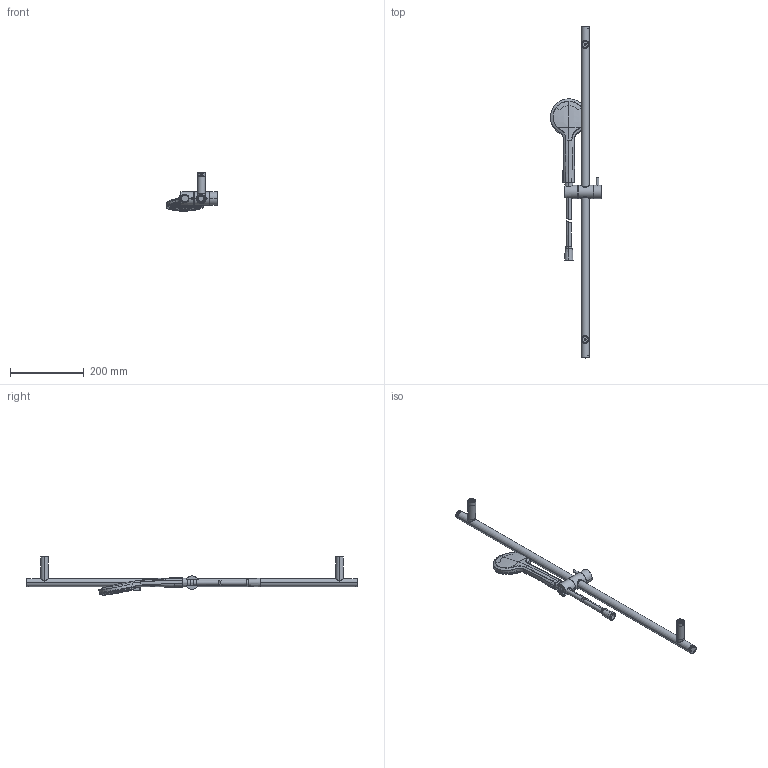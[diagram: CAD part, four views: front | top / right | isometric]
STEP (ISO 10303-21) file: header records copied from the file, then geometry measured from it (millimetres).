
FILE_DESCRIPTION((''),'2;1');
FILE_NAME('AR-RB042CP_ASM','2021-01-02T',('Administrator'),(''),'PRO/ENGINEER BY PARAMETRIC TECHNOLOGY CORPORATION, 2010280','PRO/ENGINEER BY PARAMETRIC TECHNOLOGY CORPORATION, 2010280','');
FILE_SCHEMA(('AUTOMOTIVE_DESIGN_CC2 { 1 2 10303 214 -1 1 5 2 }'));
Length unit declared in the file: millimetre
Products named in the file (16): AABP0225-P1; ASBC0121-P1; PTDB0196-P1; PTDB0189-XX; PTST0017-XX; PTMB0350-P1; PTNT0055-XX; PTRR0032-XX; PTST0096-XX; LK5; MANIFOLD_SOLID_BREP_24065; MANIFOLD_SOLID_BREP_122725; MANIFOLD_SOLID_BREP_185344; _H30180-01_4_1_1; H30180-01_4_1_1_ASM; AR-RB042CP_ASM
Assembly tree (22 placements, depth 3):
  AR-RB042CP_ASM
    AABP0225-P1
    ASBC0121-P1
    PTDB0196-P1  x2
    PTDB0189-XX  x2
    PTST0017-XX  x2
    PTMB0350-P1  x2
    PTNT0055-XX  x2
    PTRR0032-XX  x2
    PTST0096-XX  x2
    LK5
    H30180-01_4_1_1_ASM
      MANIFOLD_SOLID_BREP_24065
      MANIFOLD_SOLID_BREP_122725
      MANIFOLD_SOLID_BREP_185344
      _H30180-01_4_1_1
Bounding box: 138.09 x 900 x 104.19 mm (x, y, z)
Volume: 275817.1 mm3; surface area: 257226.1 mm2
Topology: 22 solids, 22 shells, 2583 faces, 6442 edges, 4105 vertices
Faces by surface type: bspline 877, cone 870, plane 398, torus 230, cylinder 189, revolution 9, sphere 6, extrusion 4
Entity records: 192480 total; most frequent: CARTESIAN_POINT 123536, ORIENTED_EDGE 12320, DIRECTION 7746, EDGE_CURVE 6160, PRESENTATION_STYLE_ASSIGNMENT 5741, STYLED_ITEM 5741, CURVE_STYLE 5736, VERTEX_POINT 3936
